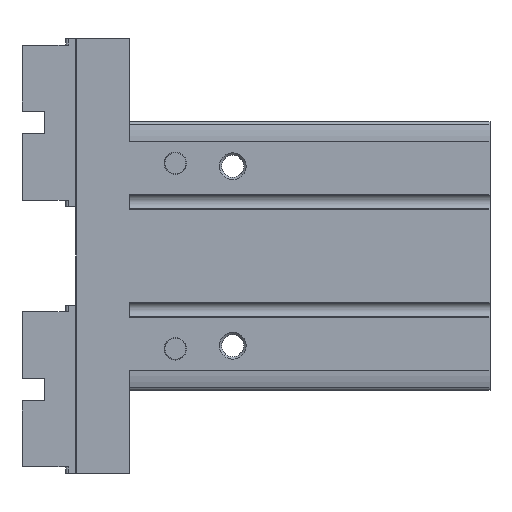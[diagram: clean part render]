
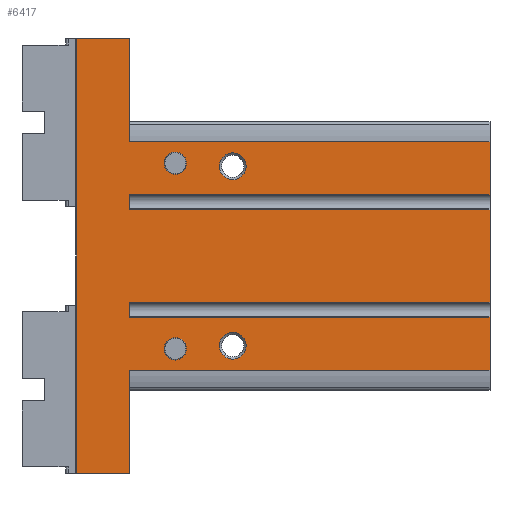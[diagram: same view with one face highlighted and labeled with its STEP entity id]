
A CAD part, left-side view. The second image highlights one B-rep face of the part: STEP entity #6417.
In plain terms, the highlighted face is planar.
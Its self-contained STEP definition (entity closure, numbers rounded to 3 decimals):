
#92=PLANE('',#6963);
#341=LINE('',#9954,#889);
#379=LINE('',#10122,#927);
#384=LINE('',#10146,#932);
#425=LINE('',#10365,#973);
#426=LINE('',#10373,#974);
#427=LINE('',#10375,#975);
#428=LINE('',#10377,#976);
#429=LINE('',#10378,#977);
#430=LINE('',#10380,#978);
#431=LINE('',#10382,#979);
#432=LINE('',#10383,#980);
#433=LINE('',#10385,#981);
#434=LINE('',#10387,#982);
#435=LINE('',#10389,#983);
#436=LINE('',#10391,#984);
#437=LINE('',#10393,#985);
#889=VECTOR('',#7748,1000.);
#927=VECTOR('',#7878,1000.);
#932=VECTOR('',#7897,1000.);
#973=VECTOR('',#8028,1000.);
#974=VECTOR('',#8037,1000.);
#975=VECTOR('',#8038,1000.);
#976=VECTOR('',#8039,1000.);
#977=VECTOR('',#8040,1000.);
#978=VECTOR('',#8041,1000.);
#979=VECTOR('',#8042,1000.);
#980=VECTOR('',#8043,1000.);
#981=VECTOR('',#8044,1000.);
#982=VECTOR('',#8045,1000.);
#983=VECTOR('',#8046,1000.);
#984=VECTOR('',#8047,1000.);
#985=VECTOR('',#8048,1000.);
#1816=ORIENTED_EDGE('',*,*,#3288,.F.);
#1817=ORIENTED_EDGE('',*,*,#3292,.F.);
#1818=ORIENTED_EDGE('',*,*,#3615,.F.);
#1819=ORIENTED_EDGE('',*,*,#3616,.F.);
#1820=ORIENTED_EDGE('',*,*,#3429,.T.);
#1821=ORIENTED_EDGE('',*,*,#3617,.F.);
#1822=ORIENTED_EDGE('',*,*,#3618,.T.);
#1823=ORIENTED_EDGE('',*,*,#3619,.T.);
#1824=ORIENTED_EDGE('',*,*,#3525,.T.);
#1825=ORIENTED_EDGE('',*,*,#3620,.F.);
#1826=ORIENTED_EDGE('',*,*,#3621,.T.);
#1827=ORIENTED_EDGE('',*,*,#3622,.T.);
#1828=ORIENTED_EDGE('',*,*,#3513,.T.);
#1829=ORIENTED_EDGE('',*,*,#3623,.F.);
#1830=ORIENTED_EDGE('',*,*,#3624,.F.);
#1831=ORIENTED_EDGE('',*,*,#3625,.F.);
#1832=ORIENTED_EDGE('',*,*,#3626,.T.);
#1833=ORIENTED_EDGE('',*,*,#3627,.T.);
#1834=ORIENTED_EDGE('',*,*,#3628,.F.);
#1835=ORIENTED_EDGE('',*,*,#3613,.T.);
#3288=EDGE_CURVE('',#4224,#4224,#4876,.T.);
#3292=EDGE_CURVE('',#4228,#4228,#4880,.T.);
#3429=EDGE_CURVE('',#4334,#4333,#341,.T.);
#3513=EDGE_CURVE('',#4418,#4417,#379,.T.);
#3525=EDGE_CURVE('',#4430,#4429,#384,.T.);
#3613=EDGE_CURVE('',#4503,#4334,#425,.T.);
#3615=EDGE_CURVE('',#4504,#4504,#4995,.T.);
#3616=EDGE_CURVE('',#4505,#4505,#4996,.T.);
#3617=EDGE_CURVE('',#4506,#4333,#426,.T.);
#3618=EDGE_CURVE('',#4506,#4507,#427,.T.);
#3619=EDGE_CURVE('',#4507,#4430,#428,.T.);
#3620=EDGE_CURVE('',#4508,#4429,#429,.T.);
#3621=EDGE_CURVE('',#4508,#4509,#430,.T.);
#3622=EDGE_CURVE('',#4509,#4418,#431,.T.);
#3623=EDGE_CURVE('',#4510,#4417,#432,.T.);
#3624=EDGE_CURVE('',#4511,#4510,#433,.T.);
#3625=EDGE_CURVE('',#4512,#4511,#434,.T.);
#3626=EDGE_CURVE('',#4512,#4513,#435,.T.);
#3627=EDGE_CURVE('',#4513,#4514,#436,.T.);
#3628=EDGE_CURVE('',#4503,#4514,#437,.T.);
#4224=VERTEX_POINT('',#9533);
#4228=VERTEX_POINT('',#9543);
#4333=VERTEX_POINT('',#9953);
#4334=VERTEX_POINT('',#9955);
#4417=VERTEX_POINT('',#10121);
#4418=VERTEX_POINT('',#10123);
#4429=VERTEX_POINT('',#10145);
#4430=VERTEX_POINT('',#10147);
#4503=VERTEX_POINT('',#10366);
#4504=VERTEX_POINT('',#10370);
#4505=VERTEX_POINT('',#10372);
#4506=VERTEX_POINT('',#10374);
#4507=VERTEX_POINT('',#10376);
#4508=VERTEX_POINT('',#10379);
#4509=VERTEX_POINT('',#10381);
#4510=VERTEX_POINT('',#10384);
#4511=VERTEX_POINT('',#10386);
#4512=VERTEX_POINT('',#10388);
#4513=VERTEX_POINT('',#10390);
#4514=VERTEX_POINT('',#10392);
#4876=CIRCLE('',#6789,2.5);
#4880=CIRCLE('',#6795,2.5);
#4995=CIRCLE('',#6964,3.);
#4996=CIRCLE('',#6965,3.);
#5291=EDGE_LOOP('',(#1816));
#5292=EDGE_LOOP('',(#1817));
#5293=EDGE_LOOP('',(#1818));
#5294=EDGE_LOOP('',(#1819));
#5295=EDGE_LOOP('',(#1820,#1821,#1822,#1823,#1824,#1825,#1826,#1827,#1828,
#1829,#1830,#1831,#1832,#1833,#1834,#1835));
#5785=FACE_BOUND('',#5291,.T.);
#5786=FACE_BOUND('',#5292,.T.);
#5787=FACE_BOUND('',#5293,.T.);
#5788=FACE_BOUND('',#5294,.T.);
#5789=FACE_BOUND('',#5295,.T.);
#6417=ADVANCED_FACE('',(#5785,#5786,#5787,#5788,#5789),#92,.F.);
#6789=AXIS2_PLACEMENT_3D('',#9532,#7525,#7526);
#6795=AXIS2_PLACEMENT_3D('',#9542,#7537,#7538);
#6963=AXIS2_PLACEMENT_3D('',#10368,#8031,#8032);
#6964=AXIS2_PLACEMENT_3D('',#10369,#8033,#8034);
#6965=AXIS2_PLACEMENT_3D('',#10371,#8035,#8036);
#7525=DIRECTION('',(0.,0.,1.));
#7526=DIRECTION('',(1.,0.,0.));
#7537=DIRECTION('',(0.,0.,1.));
#7538=DIRECTION('',(1.,0.,0.));
#7748=DIRECTION('',(1.,0.,0.));
#7878=DIRECTION('',(1.,0.,0.));
#7897=DIRECTION('',(1.,0.,0.));
#8028=DIRECTION('',(0.,-1.,0.));
#8031=DIRECTION('',(0.,0.,-1.));
#8032=DIRECTION('',(-1.,0.,0.));
#8033=DIRECTION('',(0.,0.,1.));
#8034=DIRECTION('',(1.,0.,0.));
#8035=DIRECTION('',(0.,0.,1.));
#8036=DIRECTION('',(1.,0.,0.));
#8037=DIRECTION('',(0.,-1.,0.));
#8038=DIRECTION('',(1.,0.,0.));
#8039=DIRECTION('',(0.,-1.,0.));
#8040=DIRECTION('',(0.,-1.,0.));
#8041=DIRECTION('',(1.,0.,0.));
#8042=DIRECTION('',(0.,-1.,0.));
#8043=DIRECTION('',(0.,-1.,0.));
#8044=DIRECTION('',(-1.,0.,0.));
#8045=DIRECTION('',(0.,-1.,0.));
#8046=DIRECTION('',(-1.,0.,0.));
#8047=DIRECTION('',(0.,-1.,0.));
#8048=DIRECTION('',(-1.,0.,0.));
#9532=CARTESIAN_POINT('',(-20.7,70.2,20.));
#9533=CARTESIAN_POINT('',(-18.2,70.2,20.));
#9542=CARTESIAN_POINT('',(20.7,70.2,20.));
#9543=CARTESIAN_POINT('',(23.2,70.2,20.));
#9953=CARTESIAN_POINT('',(-13.7,0.,20.));
#9954=CARTESIAN_POINT('',(-25.5,0.,20.));
#9955=CARTESIAN_POINT('',(-25.5,0.,20.));
#10121=CARTESIAN_POINT('',(25.5,0.,20.));
#10122=CARTESIAN_POINT('',(-25.5,0.,20.));
#10123=CARTESIAN_POINT('',(13.7,0.,20.));
#10145=CARTESIAN_POINT('',(10.3,0.,20.));
#10146=CARTESIAN_POINT('',(-25.5,0.,20.));
#10147=CARTESIAN_POINT('',(-10.3,0.,20.));
#10365=CARTESIAN_POINT('',(-25.5,80.4,20.));
#10366=CARTESIAN_POINT('',(-25.5,80.4,20.));
#10368=CARTESIAN_POINT('',(-25.5,80.4,20.));
#10369=CARTESIAN_POINT('',(-20.,57.4,20.));
#10370=CARTESIAN_POINT('',(-17.,57.4,20.));
#10371=CARTESIAN_POINT('',(20.,57.4,20.));
#10372=CARTESIAN_POINT('',(23.,57.4,20.));
#10373=CARTESIAN_POINT('',(-13.7,80.4,20.));
#10374=CARTESIAN_POINT('',(-13.7,80.4,20.));
#10375=CARTESIAN_POINT('',(-13.7,80.4,20.));
#10376=CARTESIAN_POINT('',(-10.3,80.4,20.));
#10377=CARTESIAN_POINT('',(-10.3,80.4,20.));
#10378=CARTESIAN_POINT('',(10.3,80.4,20.));
#10379=CARTESIAN_POINT('',(10.3,80.4,20.));
#10380=CARTESIAN_POINT('',(10.3,80.4,20.));
#10381=CARTESIAN_POINT('',(13.7,80.4,20.));
#10382=CARTESIAN_POINT('',(13.7,80.4,20.));
#10383=CARTESIAN_POINT('',(25.5,80.4,20.));
#10384=CARTESIAN_POINT('',(25.5,80.4,20.));
#10385=CARTESIAN_POINT('',(48.5,80.4,20.));
#10386=CARTESIAN_POINT('',(48.5,80.4,20.));
#10387=CARTESIAN_POINT('',(48.5,92.2,20.));
#10388=CARTESIAN_POINT('',(48.5,92.2,20.));
#10389=CARTESIAN_POINT('',(48.5,92.2,20.));
#10390=CARTESIAN_POINT('',(-48.5,92.2,20.));
#10391=CARTESIAN_POINT('',(-48.5,92.2,20.));
#10392=CARTESIAN_POINT('',(-48.5,80.4,20.));
#10393=CARTESIAN_POINT('',(48.5,80.4,20.));
